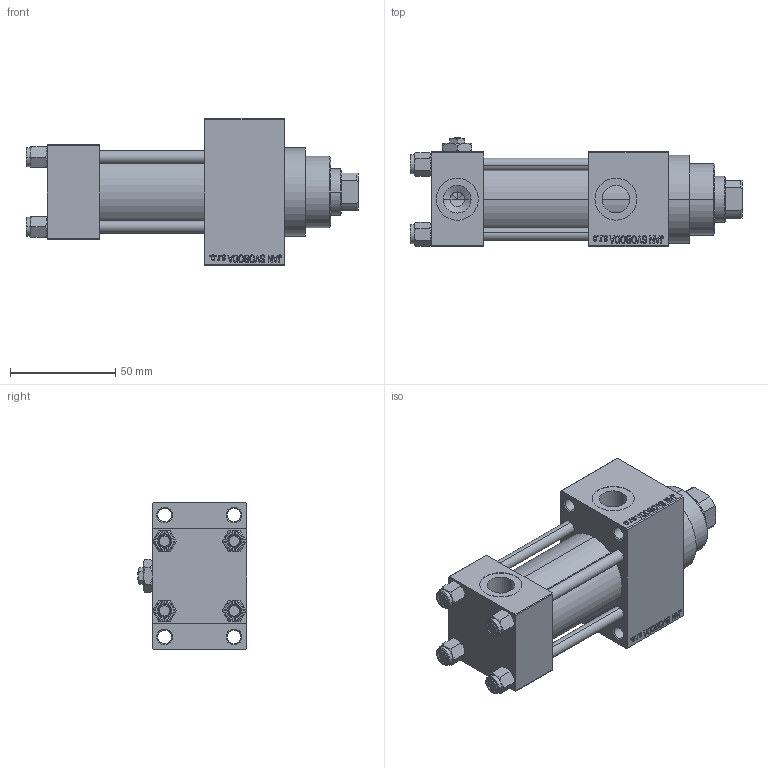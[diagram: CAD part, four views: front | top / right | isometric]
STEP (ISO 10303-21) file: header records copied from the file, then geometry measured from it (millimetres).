
FILE_DESCRIPTION (( 'STEP AP203' ), '1' );
FILE_NAME ('157d.STEP', '2023-08-22T23:14:38', ( '' ), ( '' ), 'SwSTEP 2.0', 'SolidWorks 2019', '' );
FILE_SCHEMA (( 'CONFIG_CONTROL_DESIGN' ));
Length unit declared in the file: millimetre
Products named in the file (7): 157d; Zatka_pro_OIL_PORT 00f289d351b3f8f154195249da4ec0ad; V215CR_VCP_D 00f289d351b3f8f154195249da4ec0ad; V215CR_D_TYCINKA 00f289d351b3f8f154195249da4ec0ad; NUT_M5_D 00f289d351b3f8f154195249da4ec0ad; V215_VC_A 00f289d351b3f8f154195249da4ec0ad; V215CR_D_Body 00f289d351b3f8f154195249da4ec0ad
Assembly tree (12 placements, depth 2):
  157d
    V215CR_D_Body 00f289d351b3f8f154195249da4ec0ad
    V215CR_VCP_D 00f289d351b3f8f154195249da4ec0ad
    NUT_M5_D 00f289d351b3f8f154195249da4ec0ad  x4
    V215CR_D_TYCINKA 00f289d351b3f8f154195249da4ec0ad  x4
    V215_VC_A 00f289d351b3f8f154195249da4ec0ad
    Zatka_pro_OIL_PORT 00f289d351b3f8f154195249da4ec0ad
Bounding box: 158 x 52 x 70 mm (x, y, z)
Volume: 241822.4 mm3; surface area: 81111 mm2
Topology: 12 solids, 12 shells, 1154 faces, 2865 edges, 1848 vertices
Faces by surface type: plane 519, bspline 368, cone 164, cylinder 95, torus 8
Entity records: 48856 total; most frequent: CARTESIAN_POINT 25547, ORIENTED_EDGE 5222, DIRECTION 3397, EDGE_CURVE 2611, VERTEX_POINT 1704, LINE 1545, VECTOR 1545, EDGE_LOOP 1169
